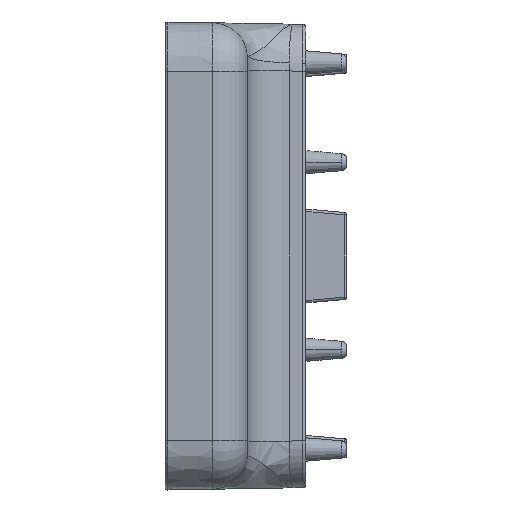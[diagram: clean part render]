
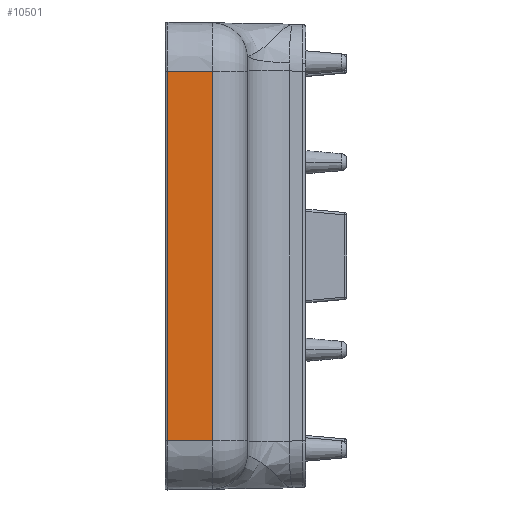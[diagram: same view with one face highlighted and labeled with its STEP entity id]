
A CAD part, left-side view. The second image highlights one B-rep face of the part: STEP entity #10501.
In plain terms, the highlighted planar face has unit normal (-1, -0.018, 0).
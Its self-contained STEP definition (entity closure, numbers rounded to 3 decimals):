
#24 = LINE ( 'NONE', #2075, #9156 ) ;
#402 = CARTESIAN_POINT ( 'NONE',  ( -44.889, 7.948, 15.75 ) ) ;
#815 = LINE ( 'NONE', #4190, #13445 ) ;
#839 = CARTESIAN_POINT ( 'NONE',  ( -44.956, 11.797, 15.75 ) ) ;
#1115 = EDGE_CURVE ( 'NONE', #3917, #1779, #10710, .T. ) ;
#1241 = VECTOR ( 'NONE', #11036, 1000. ) ;
#1365 = VERTEX_POINT ( 'NONE', #839 ) ;
#1587 = DIRECTION ( 'NONE',  ( 0.017, -1., 0. ) ) ;
#1779 = VERTEX_POINT ( 'NONE', #402 ) ;
#2075 = CARTESIAN_POINT ( 'NONE',  ( -44.956, 11.797, -15.75 ) ) ;
#2621 = EDGE_CURVE ( 'NONE', #3758, #3917, #815, .T. ) ;
#3758 = VERTEX_POINT ( 'NONE', #12003 ) ;
#3917 = VERTEX_POINT ( 'NONE', #4943 ) ;
#4190 = CARTESIAN_POINT ( 'NONE',  ( -44.75, 0., -15.75 ) ) ;
#4211 = EDGE_CURVE ( 'NONE', #1365, #3758, #24, .T. ) ;
#4339 = DIRECTION ( 'NONE',  ( 0.017, -1., 0. ) ) ;
#4432 = DIRECTION ( 'NONE',  ( 0., 0., -1. ) ) ;
#4459 = LINE ( 'NONE', #11685, #13516 ) ;
#4943 = CARTESIAN_POINT ( 'NONE',  ( -44.889, 7.948, -15.75 ) ) ;
#5579 = AXIS2_PLACEMENT_3D ( 'NONE', #11025, #8695, #1587 ) ;
#7496 = PLANE ( 'NONE',  #5579 ) ;
#8280 = ORIENTED_EDGE ( 'NONE', *, *, #1115, .T. ) ;
#8518 = ORIENTED_EDGE ( 'NONE', *, *, #4211, .T. ) ;
#8695 = DIRECTION ( 'NONE',  ( -1., -0.017, 0. ) ) ;
#9156 = VECTOR ( 'NONE', #4432, 1000. ) ;
#9302 = DIRECTION ( 'NONE',  ( -0.017, 1., 0. ) ) ;
#9735 = ORIENTED_EDGE ( 'NONE', *, *, #13415, .T. ) ;
#10501 = ADVANCED_FACE ( 'NONE', ( #12158 ), #7496, .T. ) ;
#10710 = LINE ( 'NONE', #13307, #1241 ) ;
#11025 = CARTESIAN_POINT ( 'NONE',  ( -44.75, 0., -19.75 ) ) ;
#11036 = DIRECTION ( 'NONE',  ( 0., 0., 1. ) ) ;
#11685 = CARTESIAN_POINT ( 'NONE',  ( -44.75, 0., 15.75 ) ) ;
#11809 = EDGE_LOOP ( 'NONE', ( #14329, #8280, #9735, #8518 ) ) ;
#12003 = CARTESIAN_POINT ( 'NONE',  ( -44.956, 11.797, -15.75 ) ) ;
#12158 = FACE_OUTER_BOUND ( 'NONE', #11809, .T. ) ;
#13307 = CARTESIAN_POINT ( 'NONE',  ( -44.889, 7.948, -19.75 ) ) ;
#13415 = EDGE_CURVE ( 'NONE', #1779, #1365, #4459, .T. ) ;
#13445 = VECTOR ( 'NONE', #4339, 1000. ) ;
#13516 = VECTOR ( 'NONE', #9302, 1000. ) ;
#14329 = ORIENTED_EDGE ( 'NONE', *, *, #2621, .T. ) ;
